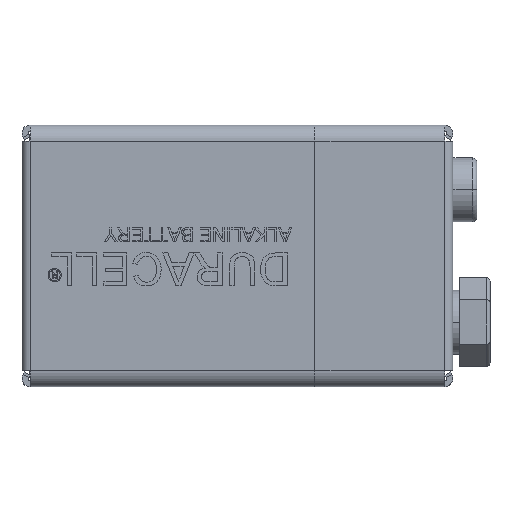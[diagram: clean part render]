
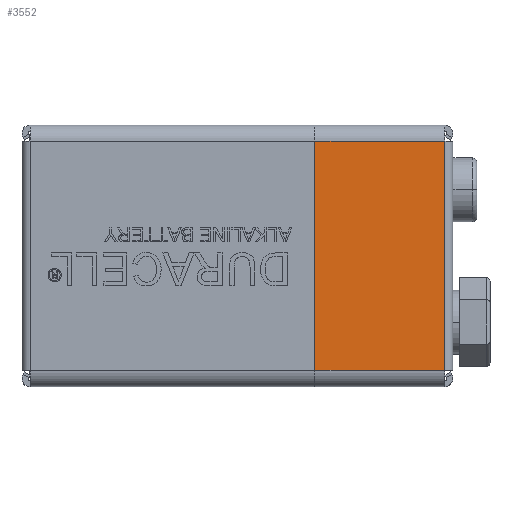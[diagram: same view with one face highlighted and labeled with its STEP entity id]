
A CAD part, top view. The second image highlights one B-rep face of the part: STEP entity #3552.
In plain terms, the highlighted planar face has unit normal (0, 0, 1).
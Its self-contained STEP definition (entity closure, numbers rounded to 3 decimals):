
#268 = VERTEX_POINT('',#269);
#269 = CARTESIAN_POINT('',(17.755,11.39,21.));
#309 = VERTEX_POINT('',#310);
#310 = CARTESIAN_POINT('',(17.755,-11.39,21.));
#561 = VERTEX_POINT('',#562);
#562 = CARTESIAN_POINT('',(4.854,11.39,21.));
#571 = EDGE_CURVE('',#561,#268,#572,.T.);
#572 = LINE('',#573,#574);
#573 = CARTESIAN_POINT('',(-23.445,11.39,21.));
#574 = VECTOR('',#575,1.);
#575 = DIRECTION('',(1.,0.,0.));
#661 = VERTEX_POINT('',#662);
#662 = CARTESIAN_POINT('',(4.854,-11.39,21.));
#676 = EDGE_CURVE('',#661,#309,#677,.T.);
#677 = LINE('',#678,#679);
#678 = CARTESIAN_POINT('',(-23.445,-11.39,21.));
#679 = VECTOR('',#680,1.);
#680 = DIRECTION('',(1.,0.,0.));
#3502 = EDGE_CURVE('',#268,#309,#3503,.T.);
#3503 = LINE('',#3504,#3505);
#3504 = CARTESIAN_POINT('',(17.755,11.39,21.));
#3505 = VECTOR('',#3506,1.);
#3506 = DIRECTION('',(0.,-1.,0.));
#3552 = ADVANCED_FACE('',(#3553),#3564,.T.);
#3553 = FACE_BOUND('',#3554,.T.);
#3554 = EDGE_LOOP('',(#3555,#3561,#3562,#3563));
#3555 = ORIENTED_EDGE('',*,*,#3556,.F.);
#3556 = EDGE_CURVE('',#661,#561,#3557,.T.);
#3557 = LINE('',#3558,#3559);
#3558 = CARTESIAN_POINT('',(4.854,11.39,21.));
#3559 = VECTOR('',#3560,1.);
#3560 = DIRECTION('',(0.,1.,0.));
#3561 = ORIENTED_EDGE('',*,*,#676,.T.);
#3562 = ORIENTED_EDGE('',*,*,#3502,.F.);
#3563 = ORIENTED_EDGE('',*,*,#571,.F.);
#3564 = PLANE('',#3565);
#3565 = AXIS2_PLACEMENT_3D('',#3566,#3567,#3568);
#3566 = CARTESIAN_POINT('',(-23.445,11.39,21.));
#3567 = DIRECTION('',(0.,0.,1.));
#3568 = DIRECTION('',(1.,0.,0.));
